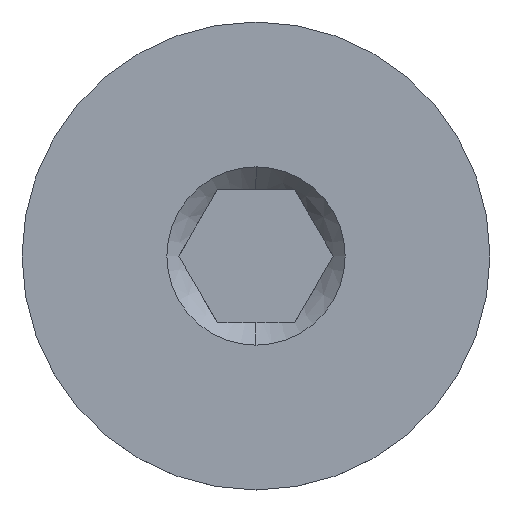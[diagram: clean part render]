
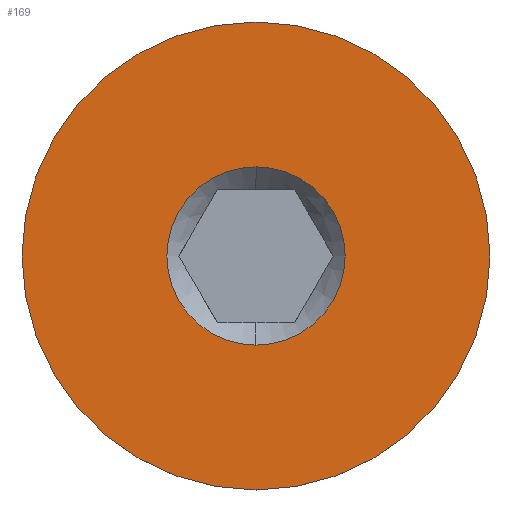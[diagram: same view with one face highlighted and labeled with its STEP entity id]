
A CAD part, top view. The second image highlights one B-rep face of the part: STEP entity #169.
In plain terms, the highlighted planar face has unit normal (0, 0, 1).
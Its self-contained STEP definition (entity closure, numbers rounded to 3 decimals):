
#9 = CIRCLE ( 'NONE', #292, 4. ) ;
#40 = ORIENTED_EDGE ( 'NONE', *, *, #727, .F. ) ;
#75 = EDGE_CURVE ( 'NONE', #318, #721, #577, .T. ) ;
#79 = AXIS2_PLACEMENT_3D ( 'NONE', #626, #1005, #967 ) ;
#93 = EDGE_LOOP ( 'NONE', ( #191, #1220 ) ) ;
#163 = VERTEX_POINT ( 'NONE', #432 ) ;
#165 = EDGE_CURVE ( 'NONE', #721, #318, #1097, .T. ) ;
#169 = ADVANCED_FACE ( 'NONE', ( #1027, #910 ), #736, .T. ) ;
#181 = DIRECTION ( 'NONE',  ( 0., 0., 1. ) ) ;
#191 = ORIENTED_EDGE ( 'NONE', *, *, #165, .F. ) ;
#267 = CIRCLE ( 'NONE', #433, 4. ) ;
#273 = DIRECTION ( 'NONE',  ( 0., -1., 0. ) ) ;
#292 = AXIS2_PLACEMENT_3D ( 'NONE', #383, #181, #587 ) ;
#314 = ORIENTED_EDGE ( 'NONE', *, *, #1032, .F. ) ;
#318 = VERTEX_POINT ( 'NONE', #1184 ) ;
#341 = DIRECTION ( 'NONE',  ( 0., 0., 1. ) ) ;
#368 = AXIS2_PLACEMENT_3D ( 'NONE', #820, #1199, #651 ) ;
#383 = CARTESIAN_POINT ( 'NONE',  ( 0., 0., 27.5 ) ) ;
#427 = CARTESIAN_POINT ( 'NONE',  ( 0., -4., 27.5 ) ) ;
#432 = CARTESIAN_POINT ( 'NONE',  ( 0., 4., 27.5 ) ) ;
#433 = AXIS2_PLACEMENT_3D ( 'NONE', #1231, #858, #273 ) ;
#553 = AXIS2_PLACEMENT_3D ( 'NONE', #1108, #341, #828 ) ;
#577 = CIRCLE ( 'NONE', #79, 10.5 ) ;
#587 = DIRECTION ( 'NONE',  ( 0., -1., 0. ) ) ;
#626 = CARTESIAN_POINT ( 'NONE',  ( 0., 0., 27.5 ) ) ;
#651 = DIRECTION ( 'NONE',  ( -1., 0., 0. ) ) ;
#721 = VERTEX_POINT ( 'NONE', #751 ) ;
#727 = EDGE_CURVE ( 'NONE', #163, #1185, #267, .T. ) ;
#736 = PLANE ( 'NONE',  #553 ) ;
#751 = CARTESIAN_POINT ( 'NONE',  ( -10.5, 0., 27.5 ) ) ;
#820 = CARTESIAN_POINT ( 'NONE',  ( 0., 0., 27.5 ) ) ;
#828 = DIRECTION ( 'NONE',  ( 1., 0., 0. ) ) ;
#858 = DIRECTION ( 'NONE',  ( 0., 0., 1. ) ) ;
#910 = FACE_OUTER_BOUND ( 'NONE', #93, .T. ) ;
#967 = DIRECTION ( 'NONE',  ( -1., 0., 0. ) ) ;
#1005 = DIRECTION ( 'NONE',  ( 0., 0., -1. ) ) ;
#1027 = FACE_BOUND ( 'NONE', #1148, .T. ) ;
#1032 = EDGE_CURVE ( 'NONE', #1185, #163, #9, .T. ) ;
#1097 = CIRCLE ( 'NONE', #368, 10.5 ) ;
#1108 = CARTESIAN_POINT ( 'NONE',  ( 0., 0., 27.5 ) ) ;
#1148 = EDGE_LOOP ( 'NONE', ( #314, #40 ) ) ;
#1184 = CARTESIAN_POINT ( 'NONE',  ( 10.5, 0., 27.5 ) ) ;
#1185 = VERTEX_POINT ( 'NONE', #427 ) ;
#1199 = DIRECTION ( 'NONE',  ( 0., 0., -1. ) ) ;
#1220 = ORIENTED_EDGE ( 'NONE', *, *, #75, .F. ) ;
#1231 = CARTESIAN_POINT ( 'NONE',  ( 0., 0., 27.5 ) ) ;
